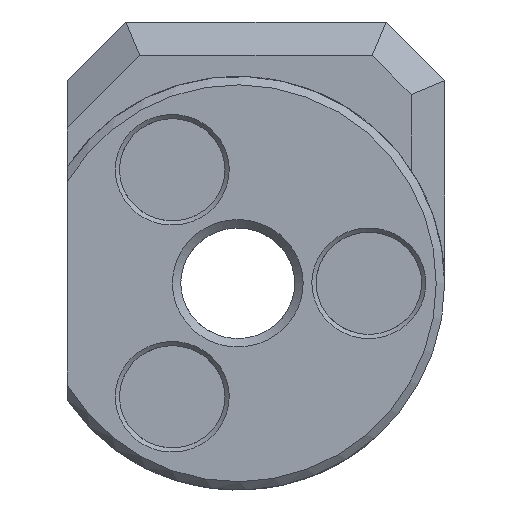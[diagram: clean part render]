
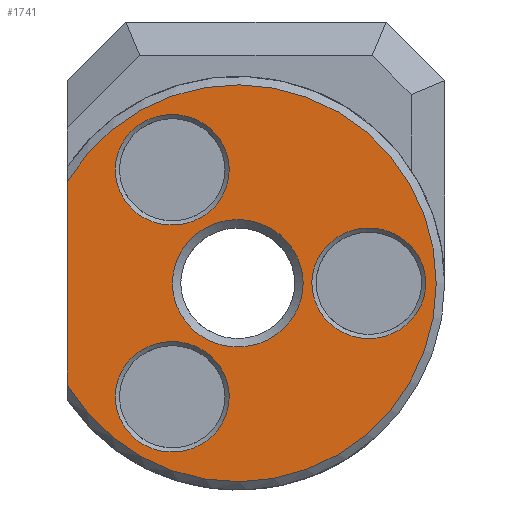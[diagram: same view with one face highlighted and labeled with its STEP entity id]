
A CAD part, front view. The second image highlights one B-rep face of the part: STEP entity #1741.
In plain terms, the highlighted planar face has unit normal (0, -1, 0).
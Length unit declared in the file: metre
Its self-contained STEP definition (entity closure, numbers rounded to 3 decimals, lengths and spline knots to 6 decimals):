
#82=PLANE('',#1873);
#147=CIRCLE('',#1874,0.01185);
#173=LINE('',#2454,#279);
#279=VECTOR('',#2001,1.);
#443=ORIENTED_EDGE('',*,*,#963,.T.);
#444=ORIENTED_EDGE('',*,*,#964,.T.);
#445=ORIENTED_EDGE('',*,*,#965,.T.);
#446=ORIENTED_EDGE('',*,*,#966,.T.);
#447=ORIENTED_EDGE('',*,*,#948,.F.);
#448=ORIENTED_EDGE('',*,*,#967,.T.);
#948=EDGE_CURVE('',#1208,#1209,#173,.T.);
#963=EDGE_CURVE('',#1221,#1221,#1367,.T.);
#964=EDGE_CURVE('',#1222,#1222,#1368,.T.);
#965=EDGE_CURVE('',#1223,#1223,#1369,.T.);
#966=EDGE_CURVE('',#1224,#1224,#1370,.T.);
#967=EDGE_CURVE('',#1208,#1209,#147,.F.);
#1208=VERTEX_POINT('',#2453);
#1209=VERTEX_POINT('',#2455);
#1221=VERTEX_POINT('',#2594);
#1222=VERTEX_POINT('',#2614);
#1223=VERTEX_POINT('',#2634);
#1224=VERTEX_POINT('',#2654);
#1367=B_SPLINE_CURVE_WITH_KNOTS('',3,(#2575,#2576,#2577,#2578,#2579,#2580,
#2581,#2582,#2583,#2584,#2585,#2586,#2587,#2588,#2589,#2590,#2591,#2592,
#2593),.UNSPECIFIED.,.T.,.F.,(1,1,1,1,1,1,1,1,1,1,1,1,1,1,1,1,1,1,1,1,1,
1,1),(-0.190789,-0.128289,-0.065789,0.,0.059375,
0.121719,0.184211,0.246711,0.309211,0.371711,
0.434211,0.496711,0.559211,0.621711,
0.684211,0.746711,0.809211,0.871711,
0.934211,1.,1.059375,1.121719,1.184211),.UNSPECIFIED.);
#1368=B_SPLINE_CURVE_WITH_KNOTS('',3,(#2595,#2596,#2597,#2598,#2599,#2600,
#2601,#2602,#2603,#2604,#2605,#2606,#2607,#2608,#2609,#2610,#2611,#2612,
#2613),.UNSPECIFIED.,.T.,.F.,(1,1,1,1,1,1,1,1,1,1,1,1,1,1,1,1,1,1,1,1,1,
1,1),(-0.190789,-0.128289,-0.065789,0.,0.059375,
0.121719,0.184211,0.246711,0.309211,0.371711,
0.434211,0.496711,0.559211,0.621711,
0.684211,0.746711,0.809211,0.871711,
0.934211,1.,1.059375,1.121719,1.184211),.UNSPECIFIED.);
#1369=B_SPLINE_CURVE_WITH_KNOTS('',3,(#2615,#2616,#2617,#2618,#2619,#2620,
#2621,#2622,#2623,#2624,#2625,#2626,#2627,#2628,#2629,#2630,#2631,#2632,
#2633),.UNSPECIFIED.,.T.,.F.,(1,1,1,1,1,1,1,1,1,1,1,1,1,1,1,1,1,1,1,1,1,
1,1),(-0.190789,-0.128289,-0.065789,0.,0.059375,
0.121719,0.184211,0.246711,0.309211,0.371711,
0.434211,0.496711,0.559211,0.621711,
0.684211,0.746711,0.809211,0.871711,
0.934211,1.,1.059375,1.121719,1.184211),.UNSPECIFIED.);
#1370=B_SPLINE_CURVE_WITH_KNOTS('',3,(#2635,#2636,#2637,#2638,#2639,#2640,
#2641,#2642,#2643,#2644,#2645,#2646,#2647,#2648,#2649,#2650,#2651,#2652,
#2653),.UNSPECIFIED.,.T.,.F.,(1,1,1,1,1,1,1,1,1,1,1,1,1,1,1,1,1,1,1,1,1,
1,1),(-0.190789,-0.128289,-0.065789,0.,0.059375,
0.121719,0.184211,0.246711,0.309211,0.371711,
0.434211,0.496711,0.559211,0.621711,
0.684211,0.746711,0.809211,0.871711,
0.934211,1.,1.059375,1.121719,1.184211),.UNSPECIFIED.);
#1462=EDGE_LOOP('',(#443));
#1463=EDGE_LOOP('',(#444));
#1464=EDGE_LOOP('',(#445));
#1465=EDGE_LOOP('',(#446));
#1466=EDGE_LOOP('',(#447,#448));
#1602=FACE_BOUND('',#1462,.T.);
#1603=FACE_BOUND('',#1463,.T.);
#1604=FACE_BOUND('',#1464,.T.);
#1605=FACE_BOUND('',#1465,.T.);
#1606=FACE_BOUND('',#1466,.T.);
#1741=ADVANCED_FACE('',(#1602,#1603,#1604,#1605,#1606),#82,.F.);
#1873=AXIS2_PLACEMENT_3D('',#2574,#2009,#2010);
#1874=AXIS2_PLACEMENT_3D('',#2655,#2011,#2012);
#2001=DIRECTION('',(0.,0.,1.));
#2009=DIRECTION('',(0.,1.,0.));
#2010=DIRECTION('',(1.,0.,0.));
#2011=DIRECTION('',(0.,1.,0.));
#2012=DIRECTION('',(1.,0.,0.));
#2453=CARTESIAN_POINT('',(-0.010175,0.,-0.006075));
#2454=CARTESIAN_POINT('',(-0.010175,0.,0.));
#2455=CARTESIAN_POINT('',(-0.010175,0.,0.006075));
#2574=CARTESIAN_POINT('',(0.,0.,0.));
#2575=CARTESIAN_POINT('',(-0.000716,0.,-0.005416));
#2576=CARTESIAN_POINT('',(-0.000418,0.,-0.006733));
#2577=CARTESIAN_POINT('',(-0.000686,0.,-0.008042));
#2578=CARTESIAN_POINT('',(-0.001415,0.,-0.009145));
#2579=CARTESIAN_POINT('',(-0.00253,0.,-0.009877));
#2580=CARTESIAN_POINT('',(-0.003842,0.,-0.010161));
#2581=CARTESIAN_POINT('',(-0.005157,0.,-0.009933));
#2582=CARTESIAN_POINT('',(-0.006308,0.,-0.009241));
#2583=CARTESIAN_POINT('',(-0.007093,0.,-0.00816));
#2584=CARTESIAN_POINT('',(-0.007406,0.,-0.006848));
#2585=CARTESIAN_POINT('',(-0.007153,0.,-0.00553));
#2586=CARTESIAN_POINT('',(-0.00641,0.,-0.004409));
#2587=CARTESIAN_POINT('',(-0.005295,0.,-0.003675));
#2588=CARTESIAN_POINT('',(-0.003983,0.,-0.003392));
#2589=CARTESIAN_POINT('',(-0.002667,0.,-0.003622));
#2590=CARTESIAN_POINT('',(-0.001515,0.,-0.004314));
#2591=CARTESIAN_POINT('',(-0.000716,0.,-0.005416));
#2592=CARTESIAN_POINT('',(-0.000418,0.,-0.006733));
#2593=CARTESIAN_POINT('',(-0.000686,0.,-0.008042));
#2594=CARTESIAN_POINT('',(-0.000513,0.,-0.006777));
#2595=CARTESIAN_POINT('',(0.011021,0.,0.001361));
#2596=CARTESIAN_POINT('',(0.011319,0.,0.000044));
#2597=CARTESIAN_POINT('',(0.011051,0.,-0.001265));
#2598=CARTESIAN_POINT('',(0.010322,0.,-0.002368));
#2599=CARTESIAN_POINT('',(0.009207,0.,-0.003101));
#2600=CARTESIAN_POINT('',(0.007896,0.,-0.003385));
#2601=CARTESIAN_POINT('',(0.006581,0.,-0.003156));
#2602=CARTESIAN_POINT('',(0.00543,0.,-0.002464));
#2603=CARTESIAN_POINT('',(0.004645,0.,-0.001383));
#2604=CARTESIAN_POINT('',(0.004331,0.,-0.000071));
#2605=CARTESIAN_POINT('',(0.004585,0.,0.001246));
#2606=CARTESIAN_POINT('',(0.005328,0.,0.002368));
#2607=CARTESIAN_POINT('',(0.006443,0.,0.003101));
#2608=CARTESIAN_POINT('',(0.007755,0.,0.003385));
#2609=CARTESIAN_POINT('',(0.009071,0.,0.003155));
#2610=CARTESIAN_POINT('',(0.010223,0.,0.002462));
#2611=CARTESIAN_POINT('',(0.011021,0.,0.001361));
#2612=CARTESIAN_POINT('',(0.011319,0.,0.000044));
#2613=CARTESIAN_POINT('',(0.011051,0.,-0.001265));
#2614=CARTESIAN_POINT('',(0.011225,0.,0.));
#2615=CARTESIAN_POINT('',(-0.000716,0.,0.008137));
#2616=CARTESIAN_POINT('',(-0.000418,0.,0.00682));
#2617=CARTESIAN_POINT('',(-0.000686,0.,0.005512));
#2618=CARTESIAN_POINT('',(-0.001415,0.,0.004408));
#2619=CARTESIAN_POINT('',(-0.00253,0.,0.003676));
#2620=CARTESIAN_POINT('',(-0.003842,0.,0.003392));
#2621=CARTESIAN_POINT('',(-0.005157,0.,0.00362));
#2622=CARTESIAN_POINT('',(-0.006308,0.,0.004312));
#2623=CARTESIAN_POINT('',(-0.007093,0.,0.005393));
#2624=CARTESIAN_POINT('',(-0.007406,0.,0.006705));
#2625=CARTESIAN_POINT('',(-0.007153,0.,0.008023));
#2626=CARTESIAN_POINT('',(-0.00641,0.,0.009144));
#2627=CARTESIAN_POINT('',(-0.005295,0.,0.009878));
#2628=CARTESIAN_POINT('',(-0.003983,0.,0.010162));
#2629=CARTESIAN_POINT('',(-0.002667,0.,0.009931));
#2630=CARTESIAN_POINT('',(-0.001515,0.,0.009239));
#2631=CARTESIAN_POINT('',(-0.000716,0.,0.008137));
#2632=CARTESIAN_POINT('',(-0.000418,0.,0.00682));
#2633=CARTESIAN_POINT('',(-0.000686,0.,0.005512));
#2634=CARTESIAN_POINT('',(-0.000513,0.,0.006777));
#2635=CARTESIAN_POINT('',(0.003667,0.,0.001565));
#2636=CARTESIAN_POINT('',(0.004008,0.,0.00005));
#2637=CARTESIAN_POINT('',(0.003701,0.,-0.001455));
#2638=CARTESIAN_POINT('',(0.002866,0.,-0.002725));
#2639=CARTESIAN_POINT('',(0.001587,0.,-0.003571));
#2640=CARTESIAN_POINT('',(0.000081,0.,-0.003898));
#2641=CARTESIAN_POINT('',(-0.00143,0.,-0.003634));
#2642=CARTESIAN_POINT('',(-0.002749,0.,-0.002835));
#2643=CARTESIAN_POINT('',(-0.003657,0.,-0.001587));
#2644=CARTESIAN_POINT('',(-0.004005,0.,-0.000085));
#2645=CARTESIAN_POINT('',(-0.003719,0.,0.001432));
#2646=CARTESIAN_POINT('',(-0.002868,0.,0.002722));
#2647=CARTESIAN_POINT('',(-0.001588,0.,0.00357));
#2648=CARTESIAN_POINT('',(-0.00008,0.,0.003898));
#2649=CARTESIAN_POINT('',(0.001432,0.,0.003632));
#2650=CARTESIAN_POINT('',(0.002753,0.,0.002833));
#2651=CARTESIAN_POINT('',(0.003667,0.,0.001565));
#2652=CARTESIAN_POINT('',(0.004008,0.,0.00005));
#2653=CARTESIAN_POINT('',(0.003701,0.,-0.001455));
#2654=CARTESIAN_POINT('',(0.0039,0.,0.));
#2655=CARTESIAN_POINT('',(0.,0.,0.));
